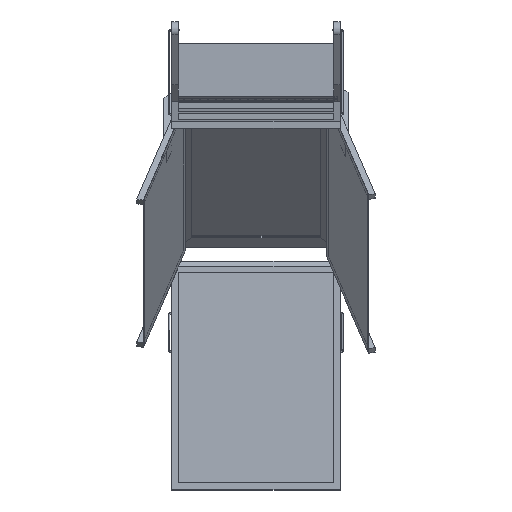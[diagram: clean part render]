
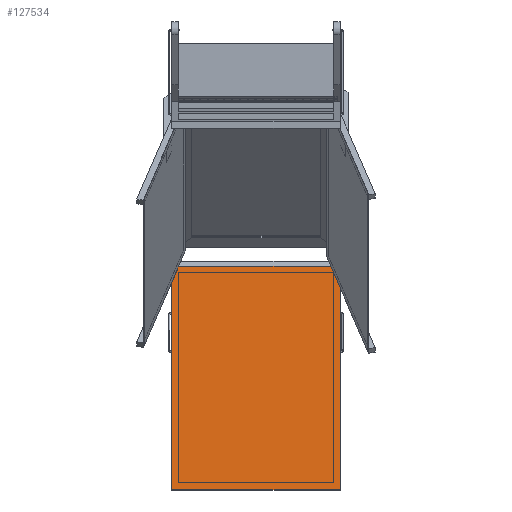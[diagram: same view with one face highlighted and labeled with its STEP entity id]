
A CAD part, top view. The second image highlights one B-rep face of the part: STEP entity #127534.
In plain terms, the highlighted face is planar.
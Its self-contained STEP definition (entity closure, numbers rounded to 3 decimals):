
#127220 = VERTEX_POINT('',#127221);
#127221 = CARTESIAN_POINT('',(-319.3,0.,-1.));
#127228 = PLANE('',#127229);
#127229 = AXIS2_PLACEMENT_3D('',#127230,#127231,#127232);
#127230 = CARTESIAN_POINT('',(-319.3,0.,0.));
#127231 = DIRECTION('',(0.,-1.,0.));
#127232 = DIRECTION('',(1.,0.,0.));
#127240 = PLANE('',#127241);
#127241 = AXIS2_PLACEMENT_3D('',#127242,#127243,#127244);
#127242 = CARTESIAN_POINT('',(-319.3,848.528,0.));
#127243 = DIRECTION('',(-1.,0.,0.));
#127244 = DIRECTION('',(0.,-1.,0.));
#127252 = EDGE_CURVE('',#127220,#127253,#127255,.T.);
#127253 = VERTEX_POINT('',#127254);
#127254 = CARTESIAN_POINT('',(319.3,0.,-1.));
#127255 = SURFACE_CURVE('',#127256,(#127260,#127267),.PCURVE_S1.);
#127256 = LINE('',#127257,#127258);
#127257 = CARTESIAN_POINT('',(-319.3,0.,-1.));
#127258 = VECTOR('',#127259,1.);
#127259 = DIRECTION('',(1.,0.,0.));
#127260 = PCURVE('',#127228,#127261);
#127261 = DEFINITIONAL_REPRESENTATION('',(#127262),#127266);
#127262 = LINE('',#127263,#127264);
#127263 = CARTESIAN_POINT('',(0.,-1.));
#127264 = VECTOR('',#127265,1.);
#127265 = DIRECTION('',(1.,0.));
#127266 = ( GEOMETRIC_REPRESENTATION_CONTEXT(2) 
PARAMETRIC_REPRESENTATION_CONTEXT() REPRESENTATION_CONTEXT('2D SPACE',''
  ) );
#127267 = PCURVE('',#127268,#127273);
#127268 = PLANE('',#127269);
#127269 = AXIS2_PLACEMENT_3D('',#127270,#127271,#127272);
#127270 = CARTESIAN_POINT('',(0.,424.264,-1.));
#127271 = DIRECTION('',(0.,0.,1.));
#127272 = DIRECTION('',(1.,0.,0.));
#127273 = DEFINITIONAL_REPRESENTATION('',(#127274),#127278);
#127274 = LINE('',#127275,#127276);
#127275 = CARTESIAN_POINT('',(-319.3,-424.264));
#127276 = VECTOR('',#127277,1.);
#127277 = DIRECTION('',(1.,0.));
#127278 = ( GEOMETRIC_REPRESENTATION_CONTEXT(2) 
PARAMETRIC_REPRESENTATION_CONTEXT() REPRESENTATION_CONTEXT('2D SPACE',''
  ) );
#127296 = PLANE('',#127297);
#127297 = AXIS2_PLACEMENT_3D('',#127298,#127299,#127300);
#127298 = CARTESIAN_POINT('',(319.3,0.,0.));
#127299 = DIRECTION('',(1.,0.,0.));
#127300 = DIRECTION('',(0.,1.,0.));
#127338 = EDGE_CURVE('',#127253,#127339,#127341,.T.);
#127339 = VERTEX_POINT('',#127340);
#127340 = CARTESIAN_POINT('',(319.3,848.528,-1.));
#127341 = SURFACE_CURVE('',#127342,(#127346,#127353),.PCURVE_S1.);
#127342 = LINE('',#127343,#127344);
#127343 = CARTESIAN_POINT('',(319.3,0.,-1.));
#127344 = VECTOR('',#127345,1.);
#127345 = DIRECTION('',(0.,1.,0.));
#127346 = PCURVE('',#127296,#127347);
#127347 = DEFINITIONAL_REPRESENTATION('',(#127348),#127352);
#127348 = LINE('',#127349,#127350);
#127349 = CARTESIAN_POINT('',(0.,-1.));
#127350 = VECTOR('',#127351,1.);
#127351 = DIRECTION('',(1.,0.));
#127352 = ( GEOMETRIC_REPRESENTATION_CONTEXT(2) 
PARAMETRIC_REPRESENTATION_CONTEXT() REPRESENTATION_CONTEXT('2D SPACE',''
  ) );
#127353 = PCURVE('',#127268,#127354);
#127354 = DEFINITIONAL_REPRESENTATION('',(#127355),#127359);
#127355 = LINE('',#127356,#127357);
#127356 = CARTESIAN_POINT('',(319.3,-424.264));
#127357 = VECTOR('',#127358,1.);
#127358 = DIRECTION('',(0.,1.));
#127359 = ( GEOMETRIC_REPRESENTATION_CONTEXT(2) 
PARAMETRIC_REPRESENTATION_CONTEXT() REPRESENTATION_CONTEXT('2D SPACE',''
  ) );
#127377 = PLANE('',#127378);
#127378 = AXIS2_PLACEMENT_3D('',#127379,#127380,#127381);
#127379 = CARTESIAN_POINT('',(319.3,848.528,0.));
#127380 = DIRECTION('',(0.,1.,0.));
#127381 = DIRECTION('',(-1.,0.,0.));
#127414 = EDGE_CURVE('',#127339,#127415,#127417,.T.);
#127415 = VERTEX_POINT('',#127416);
#127416 = CARTESIAN_POINT('',(-319.3,848.528,-1.));
#127417 = SURFACE_CURVE('',#127418,(#127422,#127429),.PCURVE_S1.);
#127418 = LINE('',#127419,#127420);
#127419 = CARTESIAN_POINT('',(319.3,848.528,-1.));
#127420 = VECTOR('',#127421,1.);
#127421 = DIRECTION('',(-1.,0.,0.));
#127422 = PCURVE('',#127377,#127423);
#127423 = DEFINITIONAL_REPRESENTATION('',(#127424),#127428);
#127424 = LINE('',#127425,#127426);
#127425 = CARTESIAN_POINT('',(0.,-1.));
#127426 = VECTOR('',#127427,1.);
#127427 = DIRECTION('',(1.,0.));
#127428 = ( GEOMETRIC_REPRESENTATION_CONTEXT(2) 
PARAMETRIC_REPRESENTATION_CONTEXT() REPRESENTATION_CONTEXT('2D SPACE',''
  ) );
#127429 = PCURVE('',#127268,#127430);
#127430 = DEFINITIONAL_REPRESENTATION('',(#127431),#127435);
#127431 = LINE('',#127432,#127433);
#127432 = CARTESIAN_POINT('',(319.3,424.264));
#127433 = VECTOR('',#127434,1.);
#127434 = DIRECTION('',(-1.,0.));
#127435 = ( GEOMETRIC_REPRESENTATION_CONTEXT(2) 
PARAMETRIC_REPRESENTATION_CONTEXT() REPRESENTATION_CONTEXT('2D SPACE',''
  ) );
#127485 = EDGE_CURVE('',#127415,#127220,#127486,.T.);
#127486 = SURFACE_CURVE('',#127487,(#127491,#127498),.PCURVE_S1.);
#127487 = LINE('',#127488,#127489);
#127488 = CARTESIAN_POINT('',(-319.3,848.528,-1.));
#127489 = VECTOR('',#127490,1.);
#127490 = DIRECTION('',(0.,-1.,0.));
#127491 = PCURVE('',#127240,#127492);
#127492 = DEFINITIONAL_REPRESENTATION('',(#127493),#127497);
#127493 = LINE('',#127494,#127495);
#127494 = CARTESIAN_POINT('',(0.,-1.));
#127495 = VECTOR('',#127496,1.);
#127496 = DIRECTION('',(1.,0.));
#127497 = ( GEOMETRIC_REPRESENTATION_CONTEXT(2) 
PARAMETRIC_REPRESENTATION_CONTEXT() REPRESENTATION_CONTEXT('2D SPACE',''
  ) );
#127498 = PCURVE('',#127268,#127499);
#127499 = DEFINITIONAL_REPRESENTATION('',(#127500),#127504);
#127500 = LINE('',#127501,#127502);
#127501 = CARTESIAN_POINT('',(-319.3,424.264));
#127502 = VECTOR('',#127503,1.);
#127503 = DIRECTION('',(0.,-1.));
#127504 = ( GEOMETRIC_REPRESENTATION_CONTEXT(2) 
PARAMETRIC_REPRESENTATION_CONTEXT() REPRESENTATION_CONTEXT('2D SPACE',''
  ) );
#127534 = ADVANCED_FACE('',(#127535),#127268,.F.);
#127535 = FACE_BOUND('',#127536,.F.);
#127536 = EDGE_LOOP('',(#127537,#127538,#127539,#127540));
#127537 = ORIENTED_EDGE('',*,*,#127252,.T.);
#127538 = ORIENTED_EDGE('',*,*,#127338,.T.);
#127539 = ORIENTED_EDGE('',*,*,#127414,.T.);
#127540 = ORIENTED_EDGE('',*,*,#127485,.T.);
